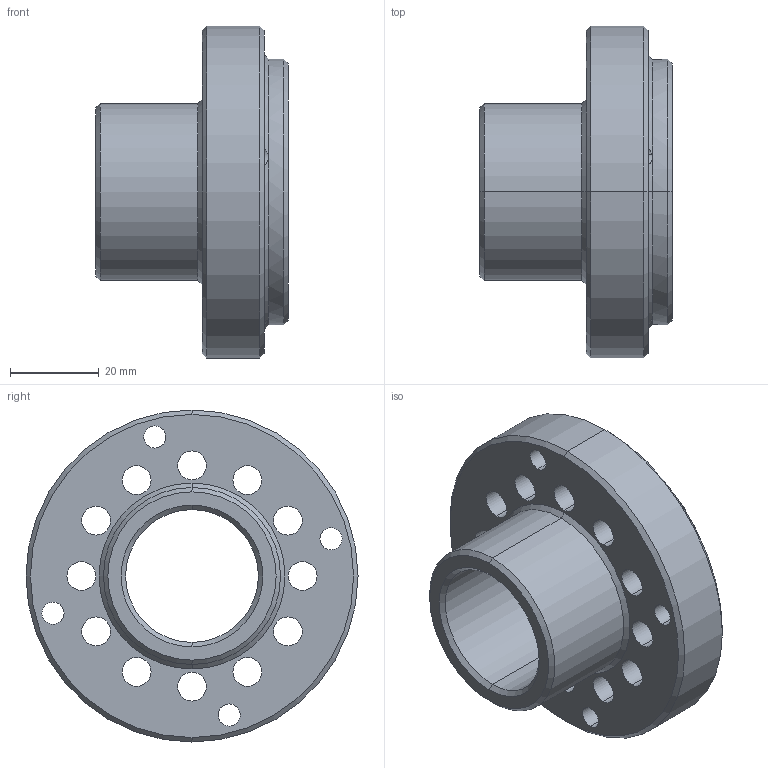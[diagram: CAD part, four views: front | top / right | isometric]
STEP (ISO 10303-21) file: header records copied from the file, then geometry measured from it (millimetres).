
FILE_DESCRIPTION (( 'STEP AP203' ), '1' );
FILE_NAME ('rear wheel hub v2.STEP', '2017-03-12T14:23:18', ( '' ), ( '' ), 'SwSTEP 2.0', 'SolidWorks 2015', '' );
FILE_SCHEMA (( 'CONFIG_CONTROL_DESIGN' ));
Length unit declared in the file: millimetre
Products named in the file (1): rear wheel hub v2
Bounding box: 43.43 x 75 x 75 mm (x, y, z)
Volume: 67496.9 mm3; surface area: 22793.4 mm2
Topology: 1 solids, 1 shells, 63 faces, 170 edges, 107 vertices
Faces by surface type: cylinder 40, cone 19, plane 4
Entity records: 2228 total; most frequent: CARTESIAN_POINT 427, DIRECTION 393, ORIENTED_EDGE 340, EDGE_CURVE 170, AXIS2_PLACEMENT_3D 169, VERTEX_POINT 107, CIRCLE 105, EDGE_LOOP 95
